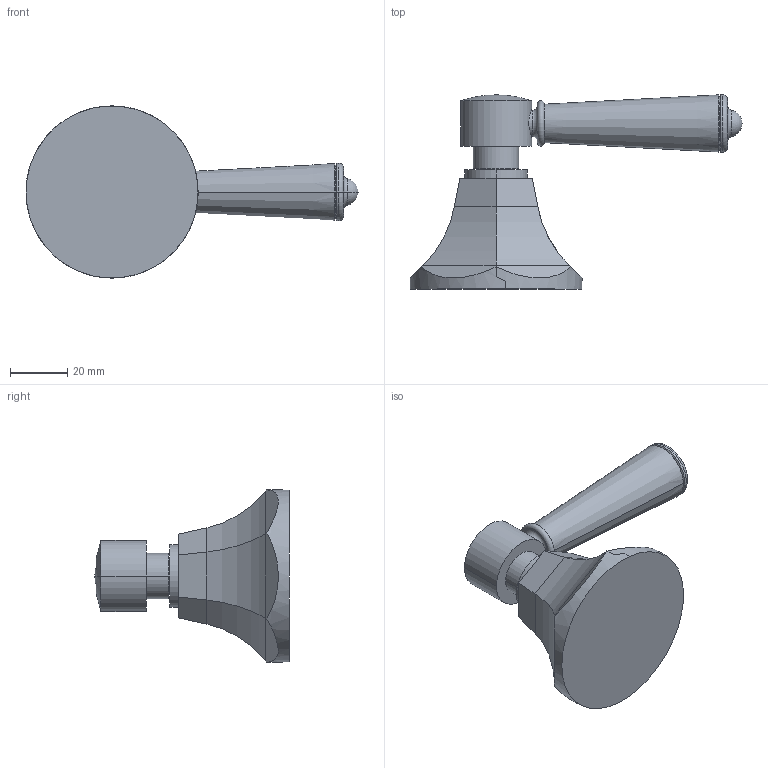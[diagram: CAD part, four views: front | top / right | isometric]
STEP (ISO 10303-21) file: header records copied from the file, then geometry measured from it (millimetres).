
FILE_DESCRIPTION((''),'2;1');
FILE_NAME('3-245','2021-01-01T11:00:45',('jinson.thomas'),(''),'CREO PARAMETRIC BY PTC INC, 2018400','CREO PARAMETRIC BY PTC INC, 2018400','');
FILE_SCHEMA(('CONFIG_CONTROL_DESIGN'));
Length unit declared in the file: inch
Products named in the file (1): 3-245
Bounding box: 116.34 x 68.11 x 60.33 mm (x, y, z)
Volume: 81285.5 mm3; surface area: 16113.3 mm2
Topology: 1 solids, 1 shells, 61 faces, 134 edges, 78 vertices
Faces by surface type: cylinder 23, plane 20, torus 8, cone 6, sphere 4
Entity records: 1989 total; most frequent: CARTESIAN_POINT 617, DIRECTION 293, ORIENTED_EDGE 260, EDGE_CURVE 130, AXIS2_PLACEMENT_3D 118, VERTEX_POINT 78, EDGE_LOOP 68, FACE_OUTER_BOUND 61
